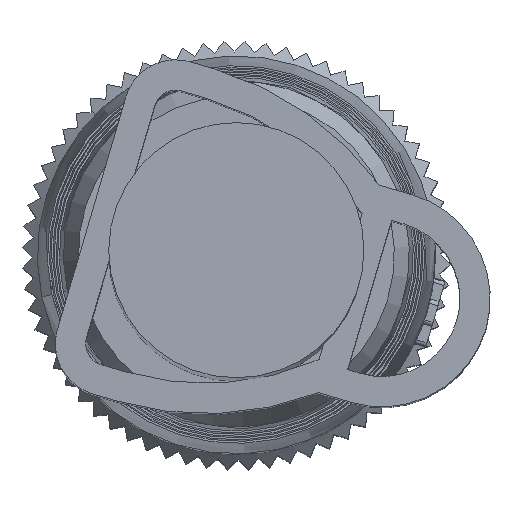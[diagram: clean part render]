
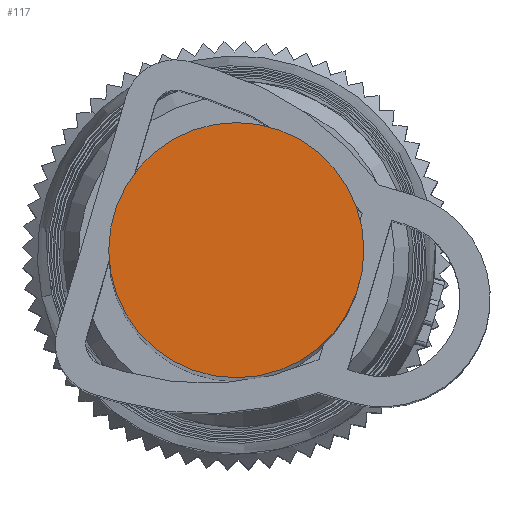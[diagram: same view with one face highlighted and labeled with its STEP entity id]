
A CAD part, top view. The second image highlights one B-rep face of the part: STEP entity #117.
In plain terms, the highlighted planar face has unit normal (0, 0, 1).
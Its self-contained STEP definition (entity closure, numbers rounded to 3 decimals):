
#61=AXIS2_PLACEMENT_3D('Circle Axis2P3D',#59,#60,$) ;
#86=AXIS2_PLACEMENT_3D('Circle Axis2P3D',#84,#85,$) ;
#111=AXIS2_PLACEMENT_3D('Plane Axis2P3D',#108,#109,#110) ;
#42=CARTESIAN_POINT('Vertex',(7.905,4.955,81.4)) ;
#56=CARTESIAN_POINT('Vertex',(2.005,4.955,81.4)) ;
#59=CARTESIAN_POINT('Axis2P3D Location',(4.955,4.955,81.4)) ;
#84=CARTESIAN_POINT('Axis2P3D Location',(4.955,4.955,81.4)) ;
#108=CARTESIAN_POINT('Axis2P3D Location',(0.,0.,81.4)) ;
#60=DIRECTION('Axis2P3D Direction',(0.,0.,1.)) ;
#85=DIRECTION('Axis2P3D Direction',(0.,0.,1.)) ;
#109=DIRECTION('Axis2P3D Direction',(0.,0.,1.)) ;
#110=DIRECTION('Axis2P3D XDirection',(1.,0.,0.)) ;
#114=ORIENTED_EDGE('',*,*,#63,.T.) ;
#115=ORIENTED_EDGE('',*,*,#88,.T.) ;
#117=ADVANCED_FACE('Hauptk\X2\00F6\X0\rper',(#116),#112,.T.) ;
#62=CIRCLE('generated circle',#61,2.95) ;
#87=CIRCLE('generated circle',#86,2.95) ;
#63=EDGE_CURVE('',#43,#57,#62,.T.) ;
#88=EDGE_CURVE('',#57,#43,#87,.T.) ;
#113=EDGE_LOOP('',(#114,#115)) ;
#116=FACE_OUTER_BOUND('',#113,.T.) ;
#112=PLANE('',#111) ;
#43=VERTEX_POINT('',#42) ;
#57=VERTEX_POINT('',#56) ;
